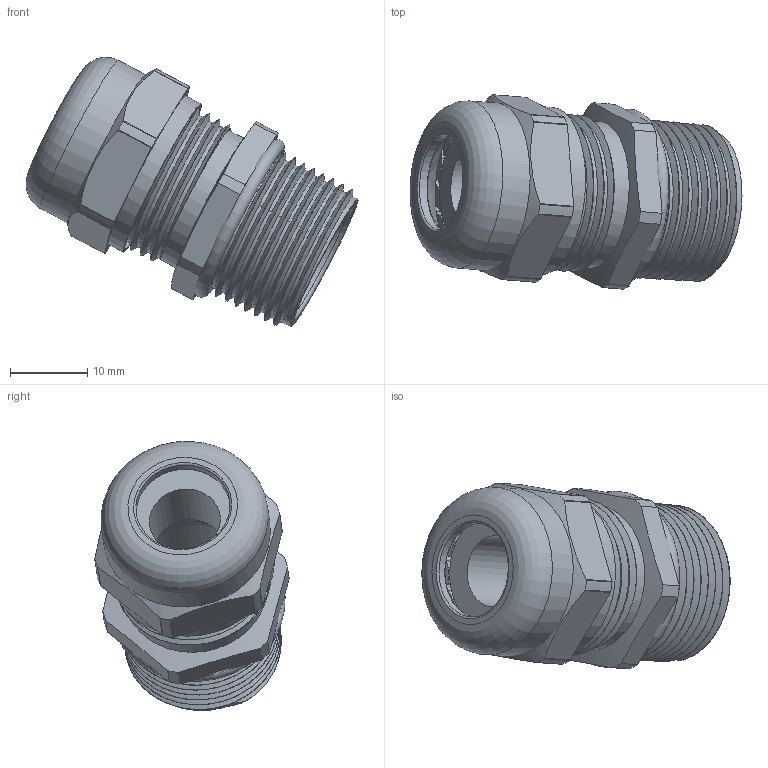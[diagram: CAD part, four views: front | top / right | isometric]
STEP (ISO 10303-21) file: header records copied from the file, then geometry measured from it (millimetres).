
FILE_DESCRIPTION(/* description */ ('Euro-Top NPT 1/2", KB:5-9 mm'),/* implementation_level */ '2;1');
FILE_NAME(/* name */ '60180012-RST.stp',/* time_stamp */ '2019-12-12T10:19:03+01:00',/* author */ ('sl'),/* organization */ (''),/* preprocessor_version */ 'ST-DEVELOPER v16.5',/* originating_system */ 'Autodesk Inventor 2017',/* authorisation */ '');
FILE_SCHEMA (('AUTOMOTIVE_DESIGN { 1 0 10303 214 3 1 1 }'));
Length unit declared in the file: millimetre
Products named in the file (6): 60180012; 60080012; 60080012_1; 60180012_1; 60080012_2; 60080012_3
Assembly tree (5 placements, depth 2):
  60180012
    60080012
    60080012_1
    60180012_1
    60080012_2
    60080012_3
Bounding box: 42.93 x 25.14 x 34.83 mm (x, y, z)
Volume: 6218 mm3; surface area: 10111.2 mm2
Topology: 5 solids, 5 shells, 266 faces, 705 edges, 457 vertices
Faces by surface type: plane 123, cylinder 85, torus 25, cone 25, bspline 8
Full cylindrical faces by diameter (mm): 9.2 x1, 12.22 x1, 12.7 x1, 14.22 x1, 14.61 x3, 14.7 x4, 15.39 x1, 15.92 x1, 16 x1, 16.9 x1, 16.99 x1, 18.94 x1, 19.02 x1, 19.17 x7, 21.68 x2
Entity records: 12090 total; most frequent: CARTESIAN_POINT 5906, DIRECTION 1303, ORIENTED_EDGE 1216, EDGE_CURVE 608, AXIS2_PLACEMENT_3D 526, VERTEX_POINT 416, EDGE_LOOP 310, CIRCLE 257
